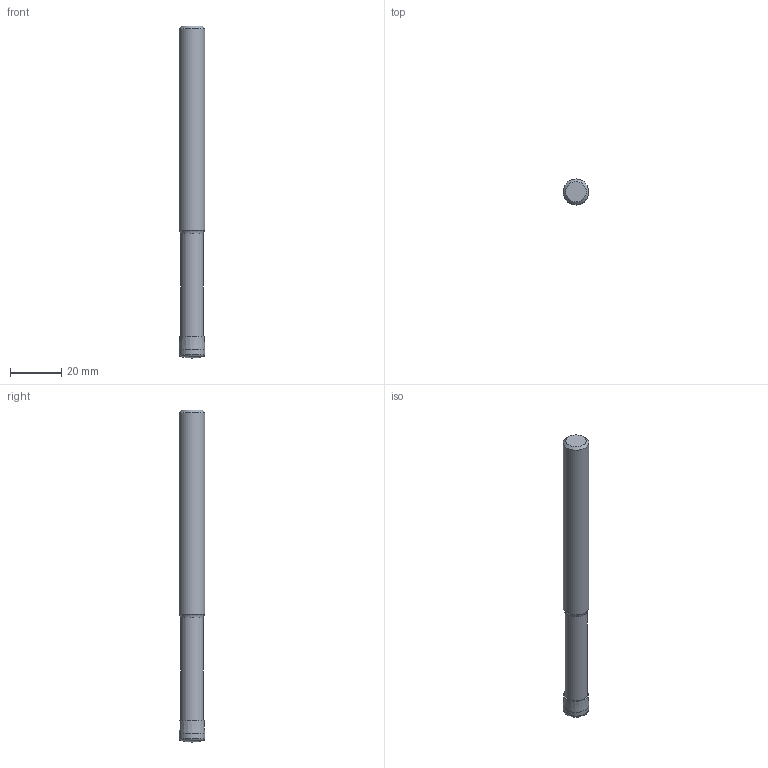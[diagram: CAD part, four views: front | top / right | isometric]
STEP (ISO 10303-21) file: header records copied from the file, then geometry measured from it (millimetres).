
FILE_DESCRIPTION(/* description */ (''),/* implementation_level */ '2;1');
FILE_NAME(/* name */ '7820101_7801441.stp',/* time_stamp */ '2020-01-22T15:20:01+09:00',/* author */ (''),/* organization */ (''),/* preprocessor_version */ 'ST-DEVELOPER v16.7',/* originating_system */ 'SIEMENS PLM Software NX 12.0',/* authorisation */ '');
FILE_SCHEMA (('AUTOMOTIVE_DESIGN { 1 0 10303 214 3 1 1 1 }'));
Length unit declared in the file: millimetre
Products named in the file (3): NOCUT_7820101_7801441; CUT_7820101_7801441; 7820101_7801441
Assembly tree (2 placements, depth 2):
  7820101_7801441
    CUT_7820101_7801441
    NOCUT_7820101_7801441
Bounding box: 10 x 10 x 130 mm (x, y, z)
Volume: 9537.4 mm3; surface area: 4201.6 mm2
Topology: 2 solids, 2 shells, 12 faces, 40 edges, 64 vertices
Faces by surface type: plane 4, cylinder 3, cone 2, torus 2, bspline 1
Full cylindrical faces by diameter (mm): 9 x1, 10 x2
Entity records: 626 total; most frequent: CARTESIAN_POINT 98, DIRECTION 86, STYLED_ITEM 38, PRESENTATION_STYLE_ASSIGNMENT 38, AXIS2_PLACEMENT_3D 36, CURVE_STYLE 26, DRAUGHTING_PRE_DEFINED_CURVE_FONT 26, TRIMMED_CURVE 22
